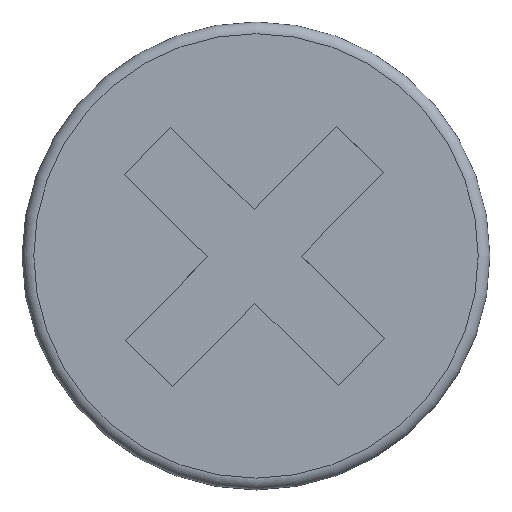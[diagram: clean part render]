
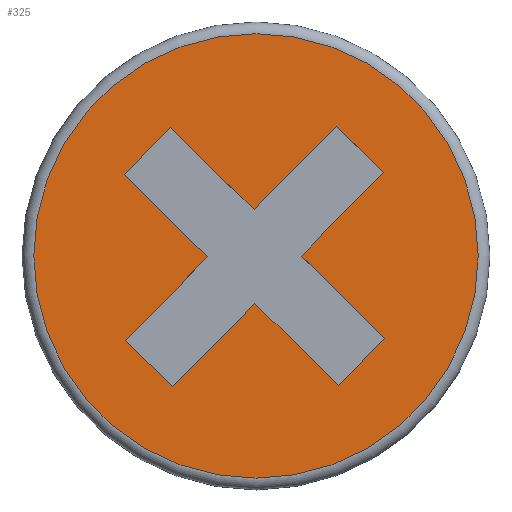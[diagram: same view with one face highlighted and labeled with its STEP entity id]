
A CAD part, top view. The second image highlights one B-rep face of the part: STEP entity #325.
In plain terms, the highlighted planar face has unit normal (0, 0, 1).
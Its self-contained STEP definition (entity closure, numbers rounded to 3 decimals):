
#15=FACE_BOUND('',#61,.T.);
#21=CIRCLE('',#361,4.75);
#42=FACE_OUTER_BOUND('',#60,.T.);
#60=EDGE_LOOP('',(#280));
#61=EDGE_LOOP('',(#281,#282,#283,#284,#285,#286,#287,#288,#289,#290,#291,
#292));
#62=LINE('',#455,#99);
#66=LINE('',#463,#103);
#69=LINE('',#469,#106);
#72=LINE('',#475,#109);
#75=LINE('',#481,#112);
#78=LINE('',#487,#115);
#81=LINE('',#493,#118);
#84=LINE('',#499,#121);
#87=LINE('',#505,#124);
#90=LINE('',#511,#127);
#93=LINE('',#517,#130);
#96=LINE('',#522,#133);
#99=VECTOR('',#368,10.);
#103=VECTOR('',#374,10.);
#106=VECTOR('',#379,10.);
#109=VECTOR('',#384,10.);
#112=VECTOR('',#389,10.);
#115=VECTOR('',#394,10.);
#118=VECTOR('',#399,10.);
#121=VECTOR('',#404,10.);
#124=VECTOR('',#409,10.);
#127=VECTOR('',#414,10.);
#130=VECTOR('',#419,10.);
#133=VECTOR('',#424,10.);
#136=VERTEX_POINT('',#453);
#137=VERTEX_POINT('',#454);
#140=VERTEX_POINT('',#462);
#142=VERTEX_POINT('',#468);
#144=VERTEX_POINT('',#474);
#146=VERTEX_POINT('',#480);
#148=VERTEX_POINT('',#486);
#150=VERTEX_POINT('',#492);
#152=VERTEX_POINT('',#498);
#154=VERTEX_POINT('',#504);
#156=VERTEX_POINT('',#510);
#158=VERTEX_POINT('',#516);
#163=VERTEX_POINT('',#537);
#164=EDGE_CURVE('',#136,#137,#62,.T.);
#168=EDGE_CURVE('',#140,#136,#66,.T.);
#171=EDGE_CURVE('',#142,#140,#69,.T.);
#174=EDGE_CURVE('',#144,#142,#72,.T.);
#177=EDGE_CURVE('',#146,#144,#75,.T.);
#180=EDGE_CURVE('',#148,#146,#78,.T.);
#183=EDGE_CURVE('',#150,#148,#81,.T.);
#186=EDGE_CURVE('',#152,#150,#84,.T.);
#189=EDGE_CURVE('',#154,#152,#87,.T.);
#192=EDGE_CURVE('',#156,#154,#90,.T.);
#195=EDGE_CURVE('',#158,#156,#93,.T.);
#198=EDGE_CURVE('',#137,#158,#96,.T.);
#205=EDGE_CURVE('',#163,#163,#21,.T.);
#280=ORIENTED_EDGE('',*,*,#205,.F.);
#281=ORIENTED_EDGE('',*,*,#164,.T.);
#282=ORIENTED_EDGE('',*,*,#198,.T.);
#283=ORIENTED_EDGE('',*,*,#195,.T.);
#284=ORIENTED_EDGE('',*,*,#192,.T.);
#285=ORIENTED_EDGE('',*,*,#189,.T.);
#286=ORIENTED_EDGE('',*,*,#186,.T.);
#287=ORIENTED_EDGE('',*,*,#183,.T.);
#288=ORIENTED_EDGE('',*,*,#180,.T.);
#289=ORIENTED_EDGE('',*,*,#177,.T.);
#290=ORIENTED_EDGE('',*,*,#174,.T.);
#291=ORIENTED_EDGE('',*,*,#171,.T.);
#292=ORIENTED_EDGE('',*,*,#168,.T.);
#307=PLANE('',#363);
#325=ADVANCED_FACE('',(#42,#15),#307,.T.);
#361=AXIS2_PLACEMENT_3D('',#538,#445,#446);
#363=AXIS2_PLACEMENT_3D('',#540,#449,#450);
#368=DIRECTION('',(0.701,0.713,0.));
#374=DIRECTION('',(-0.713,0.701,0.));
#379=DIRECTION('',(0.701,0.713,0.));
#384=DIRECTION('',(-0.713,0.701,0.));
#389=DIRECTION('',(-0.701,-0.713,0.));
#394=DIRECTION('',(-0.713,0.701,0.));
#399=DIRECTION('',(-0.701,-0.713,0.));
#404=DIRECTION('',(0.713,-0.701,0.));
#409=DIRECTION('',(-0.701,-0.713,0.));
#414=DIRECTION('',(0.713,-0.701,0.));
#419=DIRECTION('',(0.701,0.713,0.));
#424=DIRECTION('',(0.713,-0.701,0.));
#445=DIRECTION('center_axis',(0.,0.,-1.));
#446=DIRECTION('ref_axis',(1.,0.,0.));
#449=DIRECTION('center_axis',(0.,0.,1.));
#450=DIRECTION('ref_axis',(1.,0.,0.));
#453=CARTESIAN_POINT('',(-2.816,1.731,2.));
#454=CARTESIAN_POINT('',(-1.825,2.74,2.));
#455=CARTESIAN_POINT('',(-2.557,1.995,2.));
#462=CARTESIAN_POINT('',(-1.033,-0.021,2.));
#463=CARTESIAN_POINT('',(-0.775,-0.274,2.));
#468=CARTESIAN_POINT('',(-2.784,-1.804,2.));
#469=CARTESIAN_POINT('',(-1.65,-0.649,2.));
#474=CARTESIAN_POINT('',(-1.776,-2.795,2.));
#475=CARTESIAN_POINT('',(-2.023,-2.553,2.));
#480=CARTESIAN_POINT('',(-0.024,-1.012,2.));
#481=CARTESIAN_POINT('',(0.235,-0.748,2.));
#486=CARTESIAN_POINT('',(1.76,-2.763,2.));
#487=CARTESIAN_POINT('',(0.621,-1.645,2.));
#492=CARTESIAN_POINT('',(2.751,-1.755,2.));
#493=CARTESIAN_POINT('',(2.514,-1.996,2.));
#498=CARTESIAN_POINT('',(0.967,-0.003,2.));
#499=CARTESIAN_POINT('',(0.72,0.24,2.));
#504=CARTESIAN_POINT('',(2.719,1.781,2.));
#505=CARTESIAN_POINT('',(1.606,0.648,2.));
#510=CARTESIAN_POINT('',(1.71,2.772,2.));
#511=CARTESIAN_POINT('',(1.968,2.519,2.));
#516=CARTESIAN_POINT('',(-0.042,0.988,2.));
#517=CARTESIAN_POINT('',(-0.278,0.747,2.));
#522=CARTESIAN_POINT('',(-0.676,1.611,2.));
#537=CARTESIAN_POINT('',(-4.75,0.,2.));
#538=CARTESIAN_POINT('Origin',(0.,0.,2.));
#540=CARTESIAN_POINT('Origin',(0.,0.,2.));
